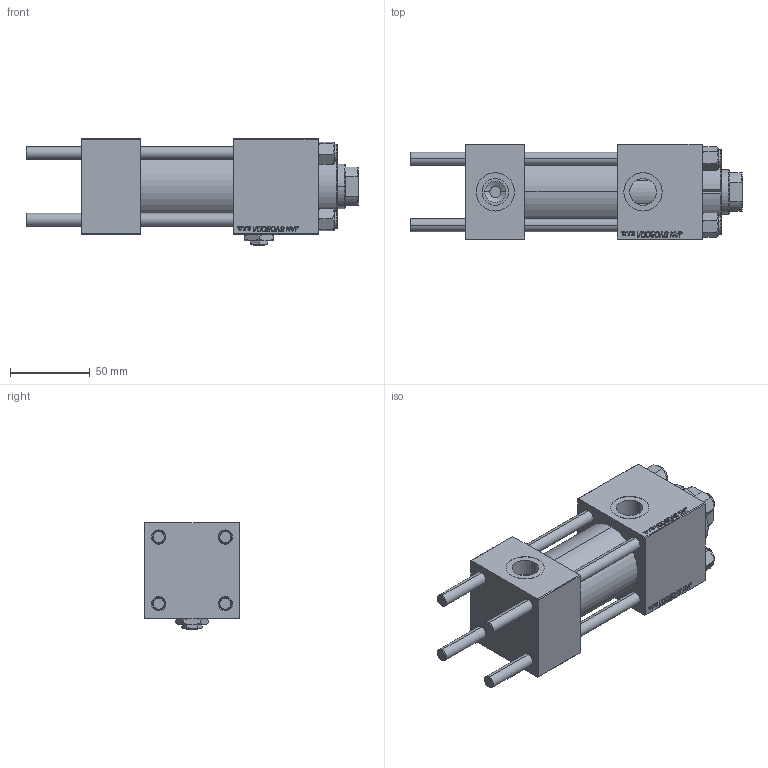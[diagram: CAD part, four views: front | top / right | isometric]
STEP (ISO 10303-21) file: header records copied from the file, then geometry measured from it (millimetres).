
FILE_DESCRIPTION (( 'STEP AP203' ), '1' );
FILE_NAME ('b024.STEP', '2022-04-15T19:52:08', ( '' ), ( '' ), 'SwSTEP 2.0', 'SolidWorks 2019', '' );
FILE_SCHEMA (( 'CONFIG_CONTROL_DESIGN' ));
Length unit declared in the file: millimetre
Products named in the file (7): V215CR_VCP 7a8ee730fcaf6aa39cd8f8daf24be2cb; Zatka_pro_OIL_PORT 7a8ee730fcaf6aa39cd8f8daf24be2cb; V215_VC_A 7a8ee730fcaf6aa39cd8f8daf24be2cb; V215CR_BODY_A 7a8ee730fcaf6aa39cd8f8daf24be2cb; CR025_012_A_0_G_A_G_M_020_+#_##_TYCINKA 7a8ee730fcaf6aa39cd8f8daf24be2cb; b024; NUT_M5 7a8ee730fcaf6aa39cd8f8daf24be2cb
Assembly tree (12 placements, depth 2):
  b024
    V215CR_BODY_A 7a8ee730fcaf6aa39cd8f8daf24be2cb
    CR025_012_A_0_G_A_G_M_020_+#_##_TYCINKA 7a8ee730fcaf6aa39cd8f8daf24be2cb  x4
    NUT_M5 7a8ee730fcaf6aa39cd8f8daf24be2cb  x4
    V215CR_VCP 7a8ee730fcaf6aa39cd8f8daf24be2cb
    V215_VC_A 7a8ee730fcaf6aa39cd8f8daf24be2cb
    Zatka_pro_OIL_PORT 7a8ee730fcaf6aa39cd8f8daf24be2cb
Bounding box: 208 x 60 x 67 mm (x, y, z)
Volume: 433502.1 mm3; surface area: 121500.1 mm2
Topology: 12 solids, 12 shells, 1189 faces, 2988 edges, 1935 vertices
Faces by surface type: plane 547, bspline 392, cone 156, cylinder 86, torus 8
Entity records: 51835 total; most frequent: CARTESIAN_POINT 27642, ORIENTED_EDGE 5468, DIRECTION 3478, EDGE_CURVE 2734, VERTEX_POINT 1791, VECTOR 1628, LINE 1628, EDGE_LOOP 1201
